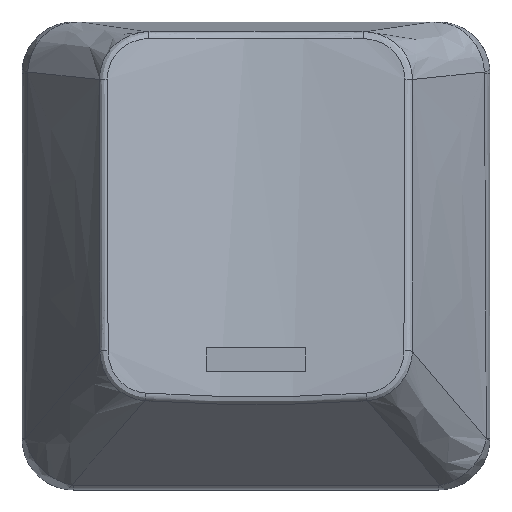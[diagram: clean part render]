
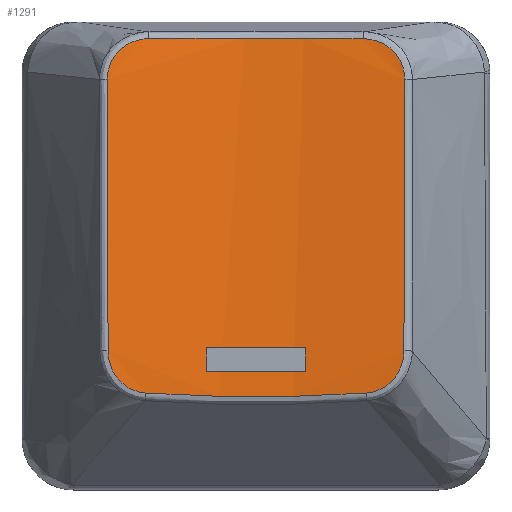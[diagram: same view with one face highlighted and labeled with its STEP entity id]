
A CAD part, top view. The second image highlights one B-rep face of the part: STEP entity #1291.
In plain terms, the highlighted free-form (B-spline) face has degree [1, 2] with [2, 3] control points.
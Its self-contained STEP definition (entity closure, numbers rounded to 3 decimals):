
#15=(
BOUNDED_SURFACE()
B_SPLINE_SURFACE(1,2,((#2893,#2894,#2895),(#2896,#2897,#2898)),
 .UNSPECIFIED.,.F.,.F.,.F.)
B_SPLINE_SURFACE_WITH_KNOTS((2,2),(3,3),(-0.223,0.201),
(-1.746,-1.396),.UNSPECIFIED.)
GEOMETRIC_REPRESENTATION_ITEM()
RATIONAL_B_SPLINE_SURFACE(((1.,0.985,1.),(1.,0.985,
1.)))
REPRESENTATION_ITEM('')
SURFACE()
);
#131=B_SPLINE_CURVE_WITH_KNOTS('',3,(#2630,#2631,#2632,#2633),
 .UNSPECIFIED.,.F.,.F.,(4,4),(0.,0.865),.UNSPECIFIED.);
#132=B_SPLINE_CURVE_WITH_KNOTS('',3,(#2661,#2662,#2663,#2664,#2665),
 .UNSPECIFIED.,.F.,.F.,(4,1,4),(0.,0.105,
0.245),.UNSPECIFIED.);
#133=B_SPLINE_CURVE_WITH_KNOTS('',3,(#2688,#2689,#2690,#2691),
 .UNSPECIFIED.,.F.,.F.,(4,4),(0.,1.062),
 .UNSPECIFIED.);
#134=B_SPLINE_CURVE_WITH_KNOTS('',3,(#2719,#2720,#2721,#2722,#2723),
 .UNSPECIFIED.,.F.,.F.,(4,1,4),(0.,0.109,0.255),
 .UNSPECIFIED.);
#135=B_SPLINE_CURVE_WITH_KNOTS('',3,(#2746,#2747,#2748,#2749),
 .UNSPECIFIED.,.F.,.F.,(4,4),(0.,0.841),.UNSPECIFIED.);
#136=B_SPLINE_CURVE_WITH_KNOTS('',3,(#2777,#2778,#2779,#2780,#2781),
 .UNSPECIFIED.,.F.,.F.,(4,1,4),(0.,0.146,0.255),
 .UNSPECIFIED.);
#138=B_SPLINE_CURVE_WITH_KNOTS('',3,(#2809,#2810,#2811,#2812),
 .UNSPECIFIED.,.F.,.F.,(4,4),(0.,1.062),
 .UNSPECIFIED.);
#140=B_SPLINE_CURVE_WITH_KNOTS('',3,(#2843,#2844,#2845,#2846,#2847),
 .UNSPECIFIED.,.F.,.F.,(4,1,4),(0.,0.14,
0.245),.UNSPECIFIED.);
#352=FACE_OUTER_BOUND('',#434,.T.);
#434=EDGE_LOOP('',(#1052,#1053,#1054,#1055,#1056,#1057,#1058,#1059));
#575=VERTEX_POINT('',#2621);
#577=VERTEX_POINT('',#2628);
#578=VERTEX_POINT('',#2659);
#579=VERTEX_POINT('',#2686);
#580=VERTEX_POINT('',#2717);
#581=VERTEX_POINT('',#2744);
#582=VERTEX_POINT('',#2775);
#583=VERTEX_POINT('',#2802);
#740=EDGE_CURVE('',#577,#575,#131,.T.);
#742=EDGE_CURVE('',#575,#578,#132,.T.);
#744=EDGE_CURVE('',#578,#579,#133,.T.);
#746=EDGE_CURVE('',#579,#580,#134,.T.);
#748=EDGE_CURVE('',#580,#581,#135,.T.);
#750=EDGE_CURVE('',#581,#582,#136,.T.);
#753=EDGE_CURVE('',#582,#583,#138,.T.);
#755=EDGE_CURVE('',#583,#577,#140,.T.);
#1052=ORIENTED_EDGE('',*,*,#740,.F.);
#1053=ORIENTED_EDGE('',*,*,#755,.F.);
#1054=ORIENTED_EDGE('',*,*,#753,.F.);
#1055=ORIENTED_EDGE('',*,*,#750,.F.);
#1056=ORIENTED_EDGE('',*,*,#748,.F.);
#1057=ORIENTED_EDGE('',*,*,#746,.F.);
#1058=ORIENTED_EDGE('',*,*,#744,.F.);
#1059=ORIENTED_EDGE('',*,*,#742,.F.);
#1291=ADVANCED_FACE('',(#352),#15,.T.);
#2621=CARTESIAN_POINT('',(-4.273,-5.333,6.457));
#2628=CARTESIAN_POINT('',(4.273,-5.333,6.457));
#2630=CARTESIAN_POINT('Ctrl Pts',(4.273,-5.333,6.457));
#2631=CARTESIAN_POINT('Ctrl Pts',(1.442,-5.52,6.118));
#2632=CARTESIAN_POINT('Ctrl Pts',(-1.442,-5.52,6.118));
#2633=CARTESIAN_POINT('Ctrl Pts',(-4.273,-5.333,6.457));
#2659=CARTESIAN_POINT('',(-5.741,-3.684,6.476));
#2661=CARTESIAN_POINT('Ctrl Pts',(-4.273,-5.333,6.457));
#2662=CARTESIAN_POINT('Ctrl Pts',(-4.617,-5.31,6.499));
#2663=CARTESIAN_POINT('Ctrl Pts',(-5.412,-4.976,6.575));
#2664=CARTESIAN_POINT('Ctrl Pts',(-5.74,-4.148,6.533));
#2665=CARTESIAN_POINT('Ctrl Pts',(-5.741,-3.684,6.476));
#2686=CARTESIAN_POINT('',(-5.767,6.859,5.186));
#2688=CARTESIAN_POINT('Ctrl Pts',(-5.741,-3.684,6.476));
#2689=CARTESIAN_POINT('Ctrl Pts',(-5.748,-0.17,
6.046));
#2690=CARTESIAN_POINT('Ctrl Pts',(-5.757,3.344,5.616));
#2691=CARTESIAN_POINT('Ctrl Pts',(-5.767,6.859,5.186));
#2717=CARTESIAN_POINT('',(-4.155,8.426,4.753));
#2719=CARTESIAN_POINT('Ctrl Pts',(-5.767,6.859,5.186));
#2720=CARTESIAN_POINT('Ctrl Pts',(-5.768,7.221,5.142));
#2721=CARTESIAN_POINT('Ctrl Pts',(-5.471,8.066,4.984));
#2722=CARTESIAN_POINT('Ctrl Pts',(-4.634,8.42,4.814));
#2723=CARTESIAN_POINT('Ctrl Pts',(-4.155,8.426,4.753));
#2744=CARTESIAN_POINT('',(4.155,8.426,4.753));
#2746=CARTESIAN_POINT('Ctrl Pts',(-4.155,8.426,4.753));
#2747=CARTESIAN_POINT('Ctrl Pts',(-1.4,8.457,4.406));
#2748=CARTESIAN_POINT('Ctrl Pts',(1.4,8.457,4.406));
#2749=CARTESIAN_POINT('Ctrl Pts',(4.155,8.426,4.753));
#2775=CARTESIAN_POINT('',(5.767,6.859,5.186));
#2777=CARTESIAN_POINT('Ctrl Pts',(4.155,8.426,4.753));
#2778=CARTESIAN_POINT('Ctrl Pts',(4.634,8.42,4.814));
#2779=CARTESIAN_POINT('Ctrl Pts',(5.471,8.066,4.984));
#2780=CARTESIAN_POINT('Ctrl Pts',(5.768,7.221,5.142));
#2781=CARTESIAN_POINT('Ctrl Pts',(5.767,6.859,5.186));
#2802=CARTESIAN_POINT('',(5.741,-3.684,6.476));
#2809=CARTESIAN_POINT('Ctrl Pts',(5.767,6.859,5.186));
#2810=CARTESIAN_POINT('Ctrl Pts',(5.757,3.344,5.616));
#2811=CARTESIAN_POINT('Ctrl Pts',(5.748,-0.17,6.046));
#2812=CARTESIAN_POINT('Ctrl Pts',(5.741,-3.684,6.476));
#2843=CARTESIAN_POINT('Ctrl Pts',(5.741,-3.684,6.476));
#2844=CARTESIAN_POINT('Ctrl Pts',(5.74,-4.148,6.533));
#2845=CARTESIAN_POINT('Ctrl Pts',(5.412,-4.976,6.575));
#2846=CARTESIAN_POINT('Ctrl Pts',(4.617,-5.31,6.499));
#2847=CARTESIAN_POINT('Ctrl Pts',(4.273,-5.333,6.457));
#2893=CARTESIAN_POINT('Ctrl Pts',(5.767,-5.421,6.694));
#2894=CARTESIAN_POINT('Ctrl Pts',(0.,-5.542,
5.704));
#2895=CARTESIAN_POINT('Ctrl Pts',(-5.767,-5.421,6.694));
#2896=CARTESIAN_POINT('Ctrl Pts',(5.767,8.527,4.981));
#2897=CARTESIAN_POINT('Ctrl Pts',(0.,8.406,
3.992));
#2898=CARTESIAN_POINT('Ctrl Pts',(-5.767,8.527,4.981));
